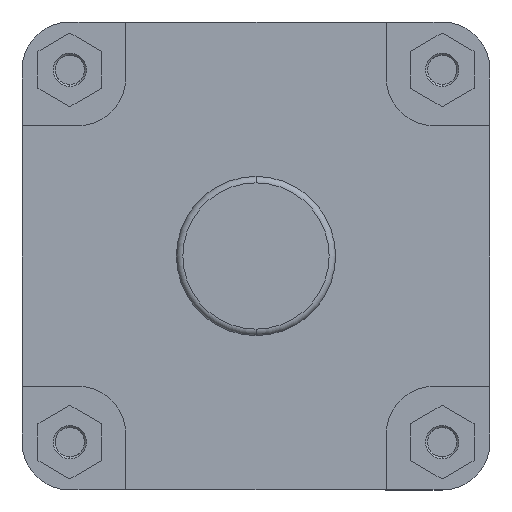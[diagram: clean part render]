
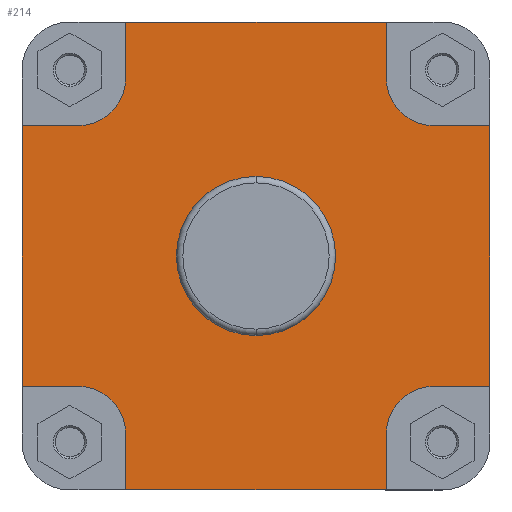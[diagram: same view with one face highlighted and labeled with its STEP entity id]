
A CAD part, left-side view. The second image highlights one B-rep face of the part: STEP entity #214.
In plain terms, the highlighted planar face has unit normal (-1, 0, 0).
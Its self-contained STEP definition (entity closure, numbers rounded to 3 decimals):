
#154 = ORIENTED_EDGE ( 'NONE', *, *, #6530, .F. ) ;
#155 = ORIENTED_EDGE ( 'NONE', *, *, #6568, .F. ) ;
#214 = ADVANCED_FACE ( 'NONE', ( #5339, #5336 ), #1568, .F. ) ;
#223 = ORIENTED_EDGE ( 'NONE', *, *, #6503, .F. ) ;
#224 = ORIENTED_EDGE ( 'NONE', *, *, #6428, .F. ) ;
#225 = ORIENTED_EDGE ( 'NONE', *, *, #6533, .F. ) ;
#226 = ORIENTED_EDGE ( 'NONE', *, *, #6459, .F. ) ;
#227 = ORIENTED_EDGE ( 'NONE', *, *, #6505, .T. ) ;
#228 = ORIENTED_EDGE ( 'NONE', *, *, #6515, .F. ) ;
#229 = ORIENTED_EDGE ( 'NONE', *, *, #6500, .F. ) ;
#231 = ORIENTED_EDGE ( 'NONE', *, *, #6474, .F. ) ;
#232 = ORIENTED_EDGE ( 'NONE', *, *, #6494, .F. ) ;
#233 = ORIENTED_EDGE ( 'NONE', *, *, #6506, .F. ) ;
#236 = ORIENTED_EDGE ( 'NONE', *, *, #6489, .F. ) ;
#237 = ORIENTED_EDGE ( 'NONE', *, *, #6491, .F. ) ;
#238 = ORIENTED_EDGE ( 'NONE', *, *, #6490, .T. ) ;
#240 = ORIENTED_EDGE ( 'NONE', *, *, #6564, .F. ) ;
#241 = ORIENTED_EDGE ( 'NONE', *, *, #6504, .F. ) ;
#647 = VERTEX_POINT ( 'NONE', #1628 ) ;
#951 = VERTEX_POINT ( 'NONE', #1805 ) ;
#959 = VERTEX_POINT ( 'NONE', #1809 ) ;
#994 = VERTEX_POINT ( 'NONE', #1829 ) ;
#996 = VERTEX_POINT ( 'NONE', #1830 ) ;
#1025 = VERTEX_POINT ( 'NONE', #1847 ) ;
#1045 = VERTEX_POINT ( 'NONE', #1858 ) ;
#1059 = VERTEX_POINT ( 'NONE', #1866 ) ;
#1071 = VERTEX_POINT ( 'NONE', #1873 ) ;
#1089 = VERTEX_POINT ( 'NONE', #1883 ) ;
#1091 = VERTEX_POINT ( 'NONE', #1884 ) ;
#1093 = VERTEX_POINT ( 'NONE', #1885 ) ;
#1096 = VERTEX_POINT ( 'NONE', #1887 ) ;
#1100 = VERTEX_POINT ( 'NONE', #1889 ) ;
#1116 = VERTEX_POINT ( 'NONE', #1898 ) ;
#1126 = VERTEX_POINT ( 'NONE', #1904 ) ;
#1142 = VERTEX_POINT ( 'NONE', #1913 ) ;
#1237 = VERTEX_POINT ( 'NONE', #1965 ) ;
#1528 = CARTESIAN_POINT ( 'NONE',  ( 65., 37.4, 0. ) ) ;
#1568 = PLANE ( 'NONE',  #6862 ) ;
#1569 = DIRECTION ( 'NONE',  ( 1., 0., 0. ) ) ;
#1570 = DIRECTION ( 'NONE',  ( 0., 0., -1. ) ) ;
#1628 = CARTESIAN_POINT ( 'NONE',  ( 65., 110., -61.25 ) ) ;
#1805 = CARTESIAN_POINT ( 'NONE',  ( 65., -61.25, 83.75 ) ) ;
#1809 = CARTESIAN_POINT ( 'NONE',  ( 65., 61.25, -110. ) ) ;
#1829 = CARTESIAN_POINT ( 'NONE',  ( 65., 61.25, 83.75 ) ) ;
#1830 = CARTESIAN_POINT ( 'NONE',  ( 65., -83.75, -61.25 ) ) ;
#1847 = CARTESIAN_POINT ( 'NONE',  ( 65., 61.25, 110. ) ) ;
#1858 = CARTESIAN_POINT ( 'NONE',  ( 65., -61.25, -83.75 ) ) ;
#1866 = CARTESIAN_POINT ( 'NONE',  ( 65., -61.25, -110. ) ) ;
#1873 = CARTESIAN_POINT ( 'NONE',  ( 65., 0., -37.4 ) ) ;
#1883 = CARTESIAN_POINT ( 'NONE',  ( 65., -110., 61.25 ) ) ;
#1884 = CARTESIAN_POINT ( 'NONE',  ( 65., -83.75, 61.25 ) ) ;
#1885 = CARTESIAN_POINT ( 'NONE',  ( 65., 83.75, 61.25 ) ) ;
#1887 = CARTESIAN_POINT ( 'NONE',  ( 65., 110., 61.25 ) ) ;
#1889 = CARTESIAN_POINT ( 'NONE',  ( 65., 0., 37.4 ) ) ;
#1898 = CARTESIAN_POINT ( 'NONE',  ( 65., -110., -61.25 ) ) ;
#1904 = CARTESIAN_POINT ( 'NONE',  ( 65., -61.25, 110. ) ) ;
#1913 = CARTESIAN_POINT ( 'NONE',  ( 65., 83.75, -61.25 ) ) ;
#1965 = CARTESIAN_POINT ( 'NONE',  ( 65., 61.25, -83.75 ) ) ;
#2228 = AXIS2_PLACEMENT_3D ( 'NONE', #3375, #3377, #3378 ) ;
#2236 = AXIS2_PLACEMENT_3D ( 'NONE', #3537, #3555, #3556 ) ;
#2237 = AXIS2_PLACEMENT_3D ( 'NONE', #3480, #3493, #3495 ) ;
#2238 = AXIS2_PLACEMENT_3D ( 'NONE', #3482, #3485, #3486 ) ;
#2256 = AXIS2_PLACEMENT_3D ( 'NONE', #3702, #3716, #3717 ) ;
#2257 = AXIS2_PLACEMENT_3D ( 'NONE', #3708, #3730, #3731 ) ;
#3280 = CARTESIAN_POINT ( 'NONE',  ( 65., -61.25, -83.75 ) ) ;
#3290 = DIRECTION ( 'NONE',  ( 0., 0., -1. ) ) ;
#3375 = CARTESIAN_POINT ( 'NONE',  ( 65., 0., 0. ) ) ;
#3377 = DIRECTION ( 'NONE',  ( -1., 0., 0. ) ) ;
#3378 = DIRECTION ( 'NONE',  ( 0., 0., 1. ) ) ;
#3423 = CARTESIAN_POINT ( 'NONE',  ( 65., -61.25, 110. ) ) ;
#3428 = DIRECTION ( 'NONE',  ( 0., 0., -1. ) ) ;
#3468 = CARTESIAN_POINT ( 'NONE',  ( 65., -242.141, -110. ) ) ;
#3476 = CARTESIAN_POINT ( 'NONE',  ( 65., -83.75, 61.25 ) ) ;
#3478 = DIRECTION ( 'NONE',  ( 0., -1., 0. ) ) ;
#3480 = CARTESIAN_POINT ( 'NONE',  ( 65., -83.75, 83.75 ) ) ;
#3481 = DIRECTION ( 'NONE',  ( 0., -1., 0. ) ) ;
#3482 = CARTESIAN_POINT ( 'NONE',  ( 65., 83.75, -83.75 ) ) ;
#3485 = DIRECTION ( 'NONE',  ( -1., 0., 0. ) ) ;
#3486 = DIRECTION ( 'NONE',  ( 0., 0., -1. ) ) ;
#3493 = DIRECTION ( 'NONE',  ( -1., 0., 0. ) ) ;
#3495 = DIRECTION ( 'NONE',  ( 0., 0., -1. ) ) ;
#3505 = CARTESIAN_POINT ( 'NONE',  ( 65., 61.25, -110. ) ) ;
#3506 = DIRECTION ( 'NONE',  ( 0., 0., 1. ) ) ;
#3507 = CARTESIAN_POINT ( 'NONE',  ( 65., -242.141, 110. ) ) ;
#3513 = CARTESIAN_POINT ( 'NONE',  ( 65., 83.75, -61.25 ) ) ;
#3514 = DIRECTION ( 'NONE',  ( 0., -1., 0. ) ) ;
#3523 = CARTESIAN_POINT ( 'NONE',  ( 65., 110., 61.25 ) ) ;
#3524 = DIRECTION ( 'NONE',  ( 0., -1., 0. ) ) ;
#3527 = DIRECTION ( 'NONE',  ( 0., 1., 0. ) ) ;
#3528 = CARTESIAN_POINT ( 'NONE',  ( 65., -110., 0. ) ) ;
#3529 = DIRECTION ( 'NONE',  ( 0., 0., 1. ) ) ;
#3530 = CARTESIAN_POINT ( 'NONE',  ( 65., 110., 0. ) ) ;
#3531 = DIRECTION ( 'NONE',  ( 0., 0., 1. ) ) ;
#3537 = CARTESIAN_POINT ( 'NONE',  ( 65., 83.75, 83.75 ) ) ;
#3555 = DIRECTION ( 'NONE',  ( -1., 0., 0. ) ) ;
#3556 = DIRECTION ( 'NONE',  ( 0., 0., -1. ) ) ;
#3601 = CARTESIAN_POINT ( 'NONE',  ( 65., 61.25, 83.75 ) ) ;
#3603 = DIRECTION ( 'NONE',  ( 0., 0., 1. ) ) ;
#3610 = CARTESIAN_POINT ( 'NONE',  ( 65., -110., -61.25 ) ) ;
#3612 = DIRECTION ( 'NONE',  ( 0., 1., 0. ) ) ;
#3702 = CARTESIAN_POINT ( 'NONE',  ( 65., -83.75, -83.75 ) ) ;
#3708 = CARTESIAN_POINT ( 'NONE',  ( 65., 0., 0. ) ) ;
#3716 = DIRECTION ( 'NONE',  ( -1., 0., 0. ) ) ;
#3717 = DIRECTION ( 'NONE',  ( 0., 0., -1. ) ) ;
#3730 = DIRECTION ( 'NONE',  ( -1., 0., 0. ) ) ;
#3731 = DIRECTION ( 'NONE',  ( 0., 0., 1. ) ) ;
#4229 = VECTOR ( 'NONE', #3290, 1000. ) ;
#4234 = LINE ( 'NONE', #3280, #4229 ) ;
#4283 = LINE ( 'NONE', #3423, #4306 ) ;
#4284 = CIRCLE ( 'NONE', #2228, 37.4 ) ;
#4306 = VECTOR ( 'NONE', #3428, 1000. ) ;
#4327 = LINE ( 'NONE', #3468, #4335 ) ;
#4333 = LINE ( 'NONE', #3476, #4334 ) ;
#4334 = VECTOR ( 'NONE', #3478, 1000. ) ;
#4335 = VECTOR ( 'NONE', #3481, 1000. ) ;
#4338 = LINE ( 'NONE', #3507, #4353 ) ;
#4339 = CIRCLE ( 'NONE', #2238, 22.5 ) ;
#4343 = LINE ( 'NONE', #3513, #4361 ) ;
#4344 = CIRCLE ( 'NONE', #2237, 22.5 ) ;
#4347 = LINE ( 'NONE', #3505, #4348 ) ;
#4348 = VECTOR ( 'NONE', #3506, 1000. ) ;
#4353 = VECTOR ( 'NONE', #3514, 1000. ) ;
#4359 = LINE ( 'NONE', #3523, #4360 ) ;
#4360 = VECTOR ( 'NONE', #3524, 1000. ) ;
#4361 = VECTOR ( 'NONE', #3527, 1000. ) ;
#4363 = LINE ( 'NONE', #3528, #4364 ) ;
#4364 = VECTOR ( 'NONE', #3529, 1000. ) ;
#4365 = LINE ( 'NONE', #3530, #4366 ) ;
#4366 = VECTOR ( 'NONE', #3531, 1000. ) ;
#4384 = CIRCLE ( 'NONE', #2236, 22.5 ) ;
#4408 = LINE ( 'NONE', #3601, #4409 ) ;
#4409 = VECTOR ( 'NONE', #3603, 1000. ) ;
#4414 = LINE ( 'NONE', #3610, #4415 ) ;
#4415 = VECTOR ( 'NONE', #3612, 1000. ) ;
#4467 = CIRCLE ( 'NONE', #2256, 22.5 ) ;
#4474 = CIRCLE ( 'NONE', #2257, 37.4 ) ;
#4615 = EDGE_LOOP ( 'NONE', ( #226, #155 ) ) ;
#4654 = EDGE_LOOP ( 'NONE', ( #238, #224, #240, #225, #227, #236, #232, #231, #229, #154, #228, #223, #233, #241, #237, #6965 ) ) ;
#5336 = FACE_OUTER_BOUND ( 'NONE', #4654, .T. ) ;
#5339 = FACE_BOUND ( 'NONE', #4615, .T. ) ;
#6428 = EDGE_CURVE ( 'NONE', #1045, #1059, #4234, .T. ) ;
#6459 = EDGE_CURVE ( 'NONE', #1100, #1071, #4284, .T. ) ;
#6474 = EDGE_CURVE ( 'NONE', #1126, #951, #4283, .T. ) ;
#6489 = EDGE_CURVE ( 'NONE', #1091, #1089, #4333, .T. ) ;
#6490 = EDGE_CURVE ( 'NONE', #959, #1059, #4327, .T. ) ;
#6491 = EDGE_CURVE ( 'NONE', #1237, #1142, #4339, .T. ) ;
#6494 = EDGE_CURVE ( 'NONE', #951, #1091, #4344, .T. ) ;
#6497 = EDGE_CURVE ( 'NONE', #959, #1237, #4347, .T. ) ;
#6500 = EDGE_CURVE ( 'NONE', #1025, #1126, #4338, .T. ) ;
#6503 = EDGE_CURVE ( 'NONE', #1096, #1093, #4359, .T. ) ;
#6504 = EDGE_CURVE ( 'NONE', #1142, #647, #4343, .T. ) ;
#6505 = EDGE_CURVE ( 'NONE', #1116, #1089, #4363, .T. ) ;
#6506 = EDGE_CURVE ( 'NONE', #647, #1096, #4365, .T. ) ;
#6515 = EDGE_CURVE ( 'NONE', #1093, #994, #4384, .T. ) ;
#6530 = EDGE_CURVE ( 'NONE', #994, #1025, #4408, .T. ) ;
#6533 = EDGE_CURVE ( 'NONE', #1116, #996, #4414, .T. ) ;
#6564 = EDGE_CURVE ( 'NONE', #996, #1045, #4467, .T. ) ;
#6568 = EDGE_CURVE ( 'NONE', #1071, #1100, #4474, .T. ) ;
#6862 = AXIS2_PLACEMENT_3D ( 'NONE', #1528, #1569, #1570 ) ;
#6965 = ORIENTED_EDGE ( 'NONE', *, *, #6497, .F. ) ;
